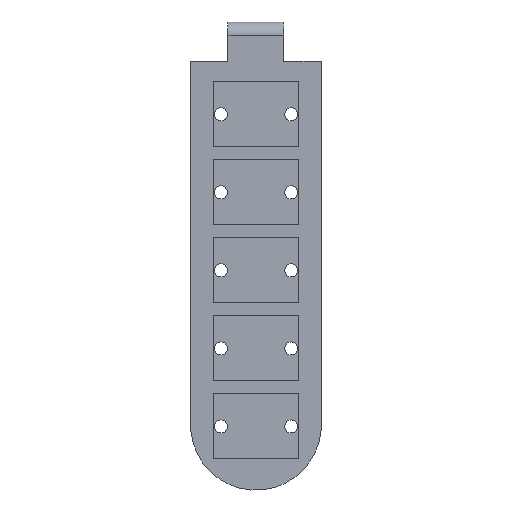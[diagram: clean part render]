
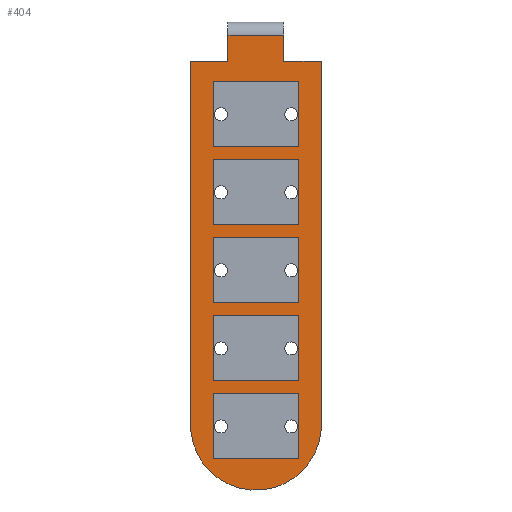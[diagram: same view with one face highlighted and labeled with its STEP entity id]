
A CAD part, left-side view. The second image highlights one B-rep face of the part: STEP entity #404.
In plain terms, the highlighted planar face has unit normal (-1, 0, 0).
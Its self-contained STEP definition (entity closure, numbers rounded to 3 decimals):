
#76=CARTESIAN_POINT('Vertex',(0.,10.75,92.472)) ;
#79=CARTESIAN_POINT('Line Origine',(0.,10.75,97.472)) ;
#83=CARTESIAN_POINT('Vertex',(0.,10.75,102.472)) ;
#172=CARTESIAN_POINT('Axis2P3D Location',(0.,0.,0.)) ;
#177=CARTESIAN_POINT('Line Origine',(0.,0.,102.472)) ;
#181=CARTESIAN_POINT('Vertex',(0.,-10.75,102.472)) ;
#184=CARTESIAN_POINT('Line Origine',(0.,17.875,92.472)) ;
#188=CARTESIAN_POINT('Vertex',(0.,25.,92.472)) ;
#191=CARTESIAN_POINT('Line Origine',(0.,25.,21.236)) ;
#195=CARTESIAN_POINT('Vertex',(0.,25.,-50.)) ;
#198=CARTESIAN_POINT('Axis2P3D Location',(0.,0.,-47.392)) ;
#202=CARTESIAN_POINT('Vertex',(0.,-25.05,-49.466)) ;
#205=CARTESIAN_POINT('Line Origine',(0.,-25.05,21.503)) ;
#209=CARTESIAN_POINT('Vertex',(0.,-25.05,92.472)) ;
#212=CARTESIAN_POINT('Line Origine',(0.,-17.9,92.472)) ;
#216=CARTESIAN_POINT('Vertex',(0.,-10.75,92.472)) ;
#219=CARTESIAN_POINT('Line Origine',(0.,-10.75,97.472)) ;
#234=CARTESIAN_POINT('Line Origine',(0.,-16.55,71.972)) ;
#238=CARTESIAN_POINT('Vertex',(0.,-16.55,59.472)) ;
#240=CARTESIAN_POINT('Vertex',(0.,-16.55,84.472)) ;
#243=CARTESIAN_POINT('Line Origine',(0.,-0.05,59.472)) ;
#247=CARTESIAN_POINT('Vertex',(0.,16.45,59.472)) ;
#250=CARTESIAN_POINT('Line Origine',(0.,16.45,71.972)) ;
#254=CARTESIAN_POINT('Vertex',(0.,16.45,84.472)) ;
#257=CARTESIAN_POINT('Line Origine',(0.,-0.05,84.472)) ;
#268=CARTESIAN_POINT('Line Origine',(0.,-16.55,41.972)) ;
#272=CARTESIAN_POINT('Vertex',(0.,-16.55,29.472)) ;
#274=CARTESIAN_POINT('Vertex',(0.,-16.55,54.472)) ;
#277=CARTESIAN_POINT('Line Origine',(0.,-0.05,29.472)) ;
#281=CARTESIAN_POINT('Vertex',(0.,16.45,29.472)) ;
#284=CARTESIAN_POINT('Line Origine',(0.,16.45,41.972)) ;
#288=CARTESIAN_POINT('Vertex',(0.,16.45,54.472)) ;
#291=CARTESIAN_POINT('Line Origine',(0.,-0.05,54.472)) ;
#302=CARTESIAN_POINT('Line Origine',(0.,-16.55,11.972)) ;
#306=CARTESIAN_POINT('Vertex',(0.,-16.55,-0.528)) ;
#308=CARTESIAN_POINT('Vertex',(0.,-16.55,24.472)) ;
#311=CARTESIAN_POINT('Line Origine',(0.,-0.05,-0.528)) ;
#315=CARTESIAN_POINT('Vertex',(0.,16.45,-0.528)) ;
#318=CARTESIAN_POINT('Line Origine',(0.,16.45,11.972)) ;
#322=CARTESIAN_POINT('Vertex',(0.,16.45,24.472)) ;
#325=CARTESIAN_POINT('Line Origine',(0.,-0.05,24.472)) ;
#336=CARTESIAN_POINT('Line Origine',(0.,-16.55,-18.028)) ;
#340=CARTESIAN_POINT('Vertex',(0.,-16.55,-30.528)) ;
#342=CARTESIAN_POINT('Vertex',(0.,-16.55,-5.528)) ;
#345=CARTESIAN_POINT('Line Origine',(0.,-0.05,-30.528)) ;
#349=CARTESIAN_POINT('Vertex',(0.,16.45,-30.528)) ;
#352=CARTESIAN_POINT('Line Origine',(0.,16.45,-18.028)) ;
#356=CARTESIAN_POINT('Vertex',(0.,16.45,-5.528)) ;
#359=CARTESIAN_POINT('Line Origine',(0.,-0.05,-5.528)) ;
#370=CARTESIAN_POINT('Line Origine',(0.,-16.55,-48.028)) ;
#374=CARTESIAN_POINT('Vertex',(0.,-16.55,-60.528)) ;
#376=CARTESIAN_POINT('Vertex',(0.,-16.55,-35.528)) ;
#379=CARTESIAN_POINT('Line Origine',(0.,-0.05,-60.528)) ;
#383=CARTESIAN_POINT('Vertex',(0.,16.45,-60.528)) ;
#386=CARTESIAN_POINT('Line Origine',(0.,16.45,-48.028)) ;
#390=CARTESIAN_POINT('Vertex',(0.,16.45,-35.528)) ;
#393=CARTESIAN_POINT('Line Origine',(0.,-0.05,-35.528)) ;
#80=DIRECTION('Vector Direction',(0.,0.,1.)) ;
#173=DIRECTION('Axis2P3D Direction',(1.,0.,0.)) ;
#174=DIRECTION('Axis2P3D XDirection',(0.,1.,0.)) ;
#178=DIRECTION('Vector Direction',(0.,1.,0.)) ;
#185=DIRECTION('Vector Direction',(0.,-1.,0.)) ;
#192=DIRECTION('Vector Direction',(0.,0.,1.)) ;
#199=DIRECTION('Axis2P3D Direction',(1.,0.,0.)) ;
#206=DIRECTION('Vector Direction',(0.,0.,-1.)) ;
#213=DIRECTION('Vector Direction',(0.,1.,0.)) ;
#220=DIRECTION('Vector Direction',(0.,0.,1.)) ;
#235=DIRECTION('Vector Direction',(0.,0.,1.)) ;
#244=DIRECTION('Vector Direction',(0.,1.,0.)) ;
#251=DIRECTION('Vector Direction',(0.,0.,-1.)) ;
#258=DIRECTION('Vector Direction',(0.,-1.,0.)) ;
#269=DIRECTION('Vector Direction',(0.,0.,1.)) ;
#278=DIRECTION('Vector Direction',(0.,1.,0.)) ;
#285=DIRECTION('Vector Direction',(0.,0.,-1.)) ;
#292=DIRECTION('Vector Direction',(0.,-1.,0.)) ;
#303=DIRECTION('Vector Direction',(0.,0.,1.)) ;
#312=DIRECTION('Vector Direction',(0.,1.,0.)) ;
#319=DIRECTION('Vector Direction',(0.,0.,-1.)) ;
#326=DIRECTION('Vector Direction',(0.,-1.,0.)) ;
#337=DIRECTION('Vector Direction',(0.,0.,1.)) ;
#346=DIRECTION('Vector Direction',(0.,1.,0.)) ;
#353=DIRECTION('Vector Direction',(0.,0.,-1.)) ;
#360=DIRECTION('Vector Direction',(0.,-1.,0.)) ;
#371=DIRECTION('Vector Direction',(0.,0.,1.)) ;
#380=DIRECTION('Vector Direction',(0.,1.,0.)) ;
#387=DIRECTION('Vector Direction',(0.,0.,-1.)) ;
#394=DIRECTION('Vector Direction',(0.,-1.,0.)) ;
#175=AXIS2_PLACEMENT_3D('Plane Axis2P3D',#172,#173,#174) ;
#200=AXIS2_PLACEMENT_3D('Circle Axis2P3D',#198,#199,$) ;
#225=ORIENTED_EDGE('',*,*,#183,.F.) ;
#226=ORIENTED_EDGE('',*,*,#85,.F.) ;
#227=ORIENTED_EDGE('',*,*,#190,.F.) ;
#228=ORIENTED_EDGE('',*,*,#197,.F.) ;
#229=ORIENTED_EDGE('',*,*,#204,.F.) ;
#230=ORIENTED_EDGE('',*,*,#211,.F.) ;
#231=ORIENTED_EDGE('',*,*,#218,.F.) ;
#232=ORIENTED_EDGE('',*,*,#223,.F.) ;
#263=ORIENTED_EDGE('',*,*,#242,.F.) ;
#264=ORIENTED_EDGE('',*,*,#249,.F.) ;
#265=ORIENTED_EDGE('',*,*,#256,.F.) ;
#266=ORIENTED_EDGE('',*,*,#261,.F.) ;
#297=ORIENTED_EDGE('',*,*,#276,.F.) ;
#298=ORIENTED_EDGE('',*,*,#283,.F.) ;
#299=ORIENTED_EDGE('',*,*,#290,.F.) ;
#300=ORIENTED_EDGE('',*,*,#295,.F.) ;
#331=ORIENTED_EDGE('',*,*,#310,.F.) ;
#332=ORIENTED_EDGE('',*,*,#317,.F.) ;
#333=ORIENTED_EDGE('',*,*,#324,.F.) ;
#334=ORIENTED_EDGE('',*,*,#329,.F.) ;
#365=ORIENTED_EDGE('',*,*,#344,.F.) ;
#366=ORIENTED_EDGE('',*,*,#351,.F.) ;
#367=ORIENTED_EDGE('',*,*,#358,.F.) ;
#368=ORIENTED_EDGE('',*,*,#363,.F.) ;
#399=ORIENTED_EDGE('',*,*,#378,.F.) ;
#400=ORIENTED_EDGE('',*,*,#385,.F.) ;
#401=ORIENTED_EDGE('',*,*,#392,.F.) ;
#402=ORIENTED_EDGE('',*,*,#397,.F.) ;
#267=FACE_BOUND('',#262,.T.) ;
#301=FACE_BOUND('',#296,.T.) ;
#335=FACE_BOUND('',#330,.T.) ;
#369=FACE_BOUND('',#364,.T.) ;
#403=FACE_BOUND('',#398,.T.) ;
#81=VECTOR('Line Direction',#80,1.) ;
#179=VECTOR('Line Direction',#178,1.) ;
#186=VECTOR('Line Direction',#185,1.) ;
#193=VECTOR('Line Direction',#192,1.) ;
#207=VECTOR('Line Direction',#206,1.) ;
#214=VECTOR('Line Direction',#213,1.) ;
#221=VECTOR('Line Direction',#220,1.) ;
#236=VECTOR('Line Direction',#235,1.) ;
#245=VECTOR('Line Direction',#244,1.) ;
#252=VECTOR('Line Direction',#251,1.) ;
#259=VECTOR('Line Direction',#258,1.) ;
#270=VECTOR('Line Direction',#269,1.) ;
#279=VECTOR('Line Direction',#278,1.) ;
#286=VECTOR('Line Direction',#285,1.) ;
#293=VECTOR('Line Direction',#292,1.) ;
#304=VECTOR('Line Direction',#303,1.) ;
#313=VECTOR('Line Direction',#312,1.) ;
#320=VECTOR('Line Direction',#319,1.) ;
#327=VECTOR('Line Direction',#326,1.) ;
#338=VECTOR('Line Direction',#337,1.) ;
#347=VECTOR('Line Direction',#346,1.) ;
#354=VECTOR('Line Direction',#353,1.) ;
#361=VECTOR('Line Direction',#360,1.) ;
#372=VECTOR('Line Direction',#371,1.) ;
#381=VECTOR('Line Direction',#380,1.) ;
#388=VECTOR('Line Direction',#387,1.) ;
#395=VECTOR('Line Direction',#394,1.) ;
#404=ADVANCED_FACE('PartBody',(#233,#267,#301,#335,#369,#403),#176,.F.) ;
#201=CIRCLE('generated circle',#200,25.136) ;
#85=EDGE_CURVE('',#77,#84,#82,.T.) ;
#183=EDGE_CURVE('',#84,#182,#180,.F.) ;
#190=EDGE_CURVE('',#189,#77,#187,.T.) ;
#197=EDGE_CURVE('',#196,#189,#194,.T.) ;
#204=EDGE_CURVE('',#203,#196,#201,.T.) ;
#211=EDGE_CURVE('',#210,#203,#208,.T.) ;
#218=EDGE_CURVE('',#217,#210,#215,.F.) ;
#223=EDGE_CURVE('',#182,#217,#222,.F.) ;
#242=EDGE_CURVE('',#239,#241,#237,.T.) ;
#249=EDGE_CURVE('',#248,#239,#246,.F.) ;
#256=EDGE_CURVE('',#255,#248,#253,.T.) ;
#261=EDGE_CURVE('',#241,#255,#260,.F.) ;
#276=EDGE_CURVE('',#273,#275,#271,.T.) ;
#283=EDGE_CURVE('',#282,#273,#280,.F.) ;
#290=EDGE_CURVE('',#289,#282,#287,.T.) ;
#295=EDGE_CURVE('',#275,#289,#294,.F.) ;
#310=EDGE_CURVE('',#307,#309,#305,.T.) ;
#317=EDGE_CURVE('',#316,#307,#314,.F.) ;
#324=EDGE_CURVE('',#323,#316,#321,.T.) ;
#329=EDGE_CURVE('',#309,#323,#328,.F.) ;
#344=EDGE_CURVE('',#341,#343,#339,.T.) ;
#351=EDGE_CURVE('',#350,#341,#348,.F.) ;
#358=EDGE_CURVE('',#357,#350,#355,.T.) ;
#363=EDGE_CURVE('',#343,#357,#362,.F.) ;
#378=EDGE_CURVE('',#375,#377,#373,.T.) ;
#385=EDGE_CURVE('',#384,#375,#382,.F.) ;
#392=EDGE_CURVE('',#391,#384,#389,.T.) ;
#397=EDGE_CURVE('',#377,#391,#396,.F.) ;
#224=EDGE_LOOP('',(#225,#226,#227,#228,#229,#230,#231,#232)) ;
#262=EDGE_LOOP('',(#263,#264,#265,#266)) ;
#296=EDGE_LOOP('',(#297,#298,#299,#300)) ;
#330=EDGE_LOOP('',(#331,#332,#333,#334)) ;
#364=EDGE_LOOP('',(#365,#366,#367,#368)) ;
#398=EDGE_LOOP('',(#399,#400,#401,#402)) ;
#233=FACE_OUTER_BOUND('',#224,.T.) ;
#82=LINE('Line',#79,#81) ;
#180=LINE('Line',#177,#179) ;
#187=LINE('Line',#184,#186) ;
#194=LINE('Line',#191,#193) ;
#208=LINE('Line',#205,#207) ;
#215=LINE('Line',#212,#214) ;
#222=LINE('Line',#219,#221) ;
#237=LINE('Line',#234,#236) ;
#246=LINE('Line',#243,#245) ;
#253=LINE('Line',#250,#252) ;
#260=LINE('Line',#257,#259) ;
#271=LINE('Line',#268,#270) ;
#280=LINE('Line',#277,#279) ;
#287=LINE('Line',#284,#286) ;
#294=LINE('Line',#291,#293) ;
#305=LINE('Line',#302,#304) ;
#314=LINE('Line',#311,#313) ;
#321=LINE('Line',#318,#320) ;
#328=LINE('Line',#325,#327) ;
#339=LINE('Line',#336,#338) ;
#348=LINE('Line',#345,#347) ;
#355=LINE('Line',#352,#354) ;
#362=LINE('Line',#359,#361) ;
#373=LINE('Line',#370,#372) ;
#382=LINE('Line',#379,#381) ;
#389=LINE('Line',#386,#388) ;
#396=LINE('Line',#393,#395) ;
#176=PLANE('',#175) ;
#77=VERTEX_POINT('',#76) ;
#84=VERTEX_POINT('',#83) ;
#182=VERTEX_POINT('',#181) ;
#189=VERTEX_POINT('',#188) ;
#196=VERTEX_POINT('',#195) ;
#203=VERTEX_POINT('',#202) ;
#210=VERTEX_POINT('',#209) ;
#217=VERTEX_POINT('',#216) ;
#239=VERTEX_POINT('',#238) ;
#241=VERTEX_POINT('',#240) ;
#248=VERTEX_POINT('',#247) ;
#255=VERTEX_POINT('',#254) ;
#273=VERTEX_POINT('',#272) ;
#275=VERTEX_POINT('',#274) ;
#282=VERTEX_POINT('',#281) ;
#289=VERTEX_POINT('',#288) ;
#307=VERTEX_POINT('',#306) ;
#309=VERTEX_POINT('',#308) ;
#316=VERTEX_POINT('',#315) ;
#323=VERTEX_POINT('',#322) ;
#341=VERTEX_POINT('',#340) ;
#343=VERTEX_POINT('',#342) ;
#350=VERTEX_POINT('',#349) ;
#357=VERTEX_POINT('',#356) ;
#375=VERTEX_POINT('',#374) ;
#377=VERTEX_POINT('',#376) ;
#384=VERTEX_POINT('',#383) ;
#391=VERTEX_POINT('',#390) ;
